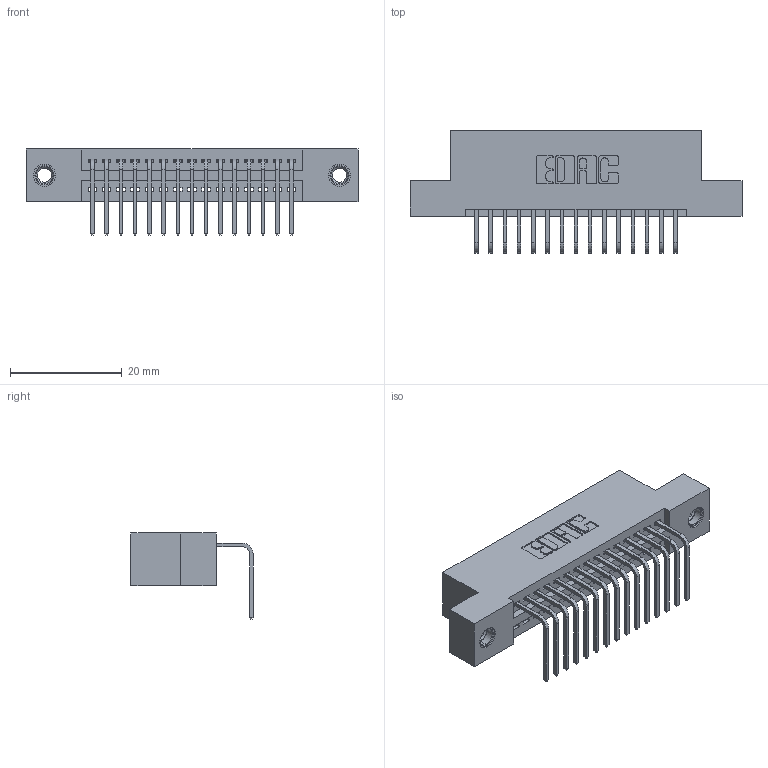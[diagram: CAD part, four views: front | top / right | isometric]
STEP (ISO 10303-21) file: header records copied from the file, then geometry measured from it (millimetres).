
FILE_DESCRIPTION (( 'STEP AP203' ), '1' );
FILE_NAME ('345-015-558-107.STEP', '2018-08-18T20:43:11', ( '' ), ( '' ), 'SwSTEP 2.0', 'SolidWorks 2016', '' );
FILE_SCHEMA (( 'CONFIG_CONTROL_DESIGN' ));
Length unit declared in the file: inch
Products named in the file (4): 345-015-558-107; 345 Part_Flush Mounting Lugs - 0.156 Dia-TI; 345-292-001_558 Tail - 2; 345-250-001_345-250-005-103
Assembly tree (18 placements, depth 2):
  345-015-558-107
    345 Part_Flush Mounting Lugs - 0.156 Dia-TI
    345-292-001_558 Tail - 2  x15
    345-250-001_345-250-005-103  x2
Bounding box: 59.31 x 21.83 x 15.37 mm (x, y, z)
Volume: 5448.5 mm3; surface area: 7199.9 mm2
Topology: 18 solids, 18 shells, 1086 faces, 3207 edges, 2110 vertices
Faces by surface type: plane 742, cylinder 328, cone 12, torus 4
Entity records: 16194 total; most frequent: CARTESIAN_POINT 2788, ORIENTED_EDGE 2730, DIRECTION 2501, EDGE_CURVE 1365, LINE 1153, VECTOR 1153, VERTEX_POINT 904, AXIS2_PLACEMENT_3D 674
